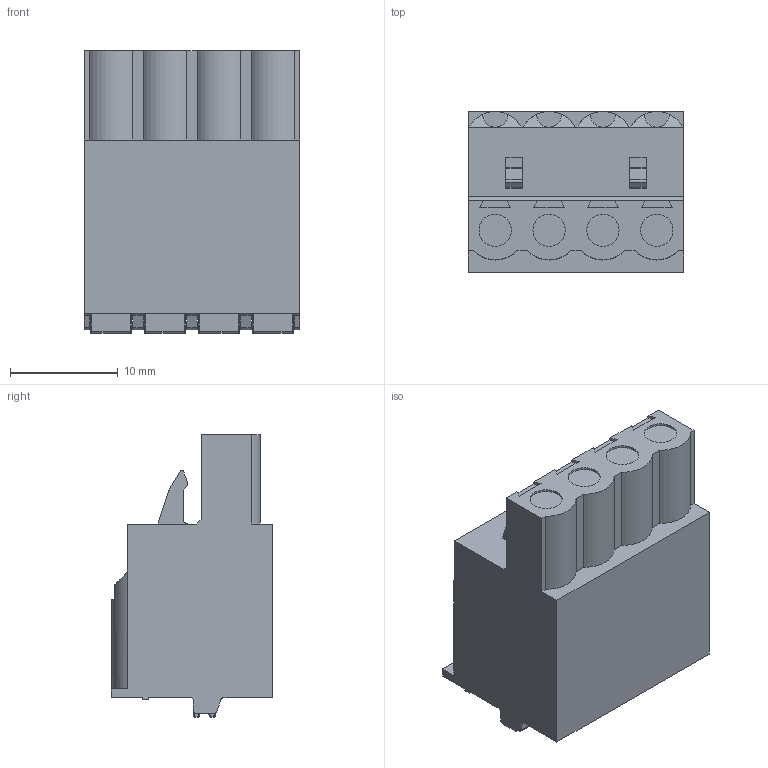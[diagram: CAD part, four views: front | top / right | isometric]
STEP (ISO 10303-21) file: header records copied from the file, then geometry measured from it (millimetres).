
FILE_DESCRIPTION((''),'2;1');
FILE_NAME('C-2350397-4','2019-07-24T08:10:49',('workeradm'),('TE Connectivity Ltd.'),'CREO PARAMETRIC BY PTC INC, 2019030','CREO PARAMETRIC BY PTC INC, 2019030','');
FILE_SCHEMA(('AUTOMOTIVE_DESIGN { 1 0 10303 214 1 1 1 1 }'));
Length unit declared in the file: millimetre
Products named in the file (1): C-2350397-4
Bounding box: 20 x 15 x 26.25 mm (x, y, z)
Volume: 5465.1 mm3; surface area: 2390.6 mm2
Topology: 1 solids, 1 shells, 322 faces, 817 edges, 514 vertices
Faces by surface type: plane 150, cylinder 128, torus 40, cone 4
Entity records: 9919 total; most frequent: CARTESIAN_POINT 1747, DIRECTION 1741, ORIENTED_EDGE 1634, EDGE_CURVE 817, AXIS2_PLACEMENT_3D 618, VERTEX_POINT 514, VECTOR 505, LINE 505
